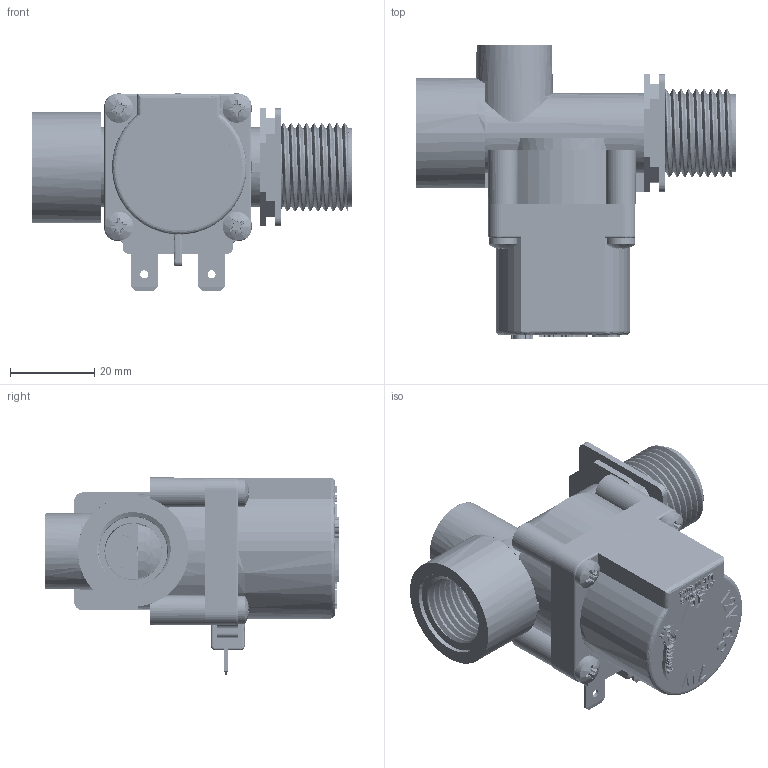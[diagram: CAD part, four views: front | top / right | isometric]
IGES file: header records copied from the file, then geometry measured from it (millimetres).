
Start section: SolidWorks IGES file using analytic representation for surfaces
Global section: file name: Body Q assy.IGS; native system: SolidWorks 2008; preprocessor: SolidWorks 2008; author: Peter; date: 090319.153737; units: millimetre
Bounding box: 76.3 x 70 x 46.95 mm (x, y, z)
Surface area: 42993.2 mm2 (no closed solid volume)
Topology: 0 solids, 0 shells, 1726 faces, 26010 edges, 26000 vertices
Faces by surface type: revolution 866, bspline 860
